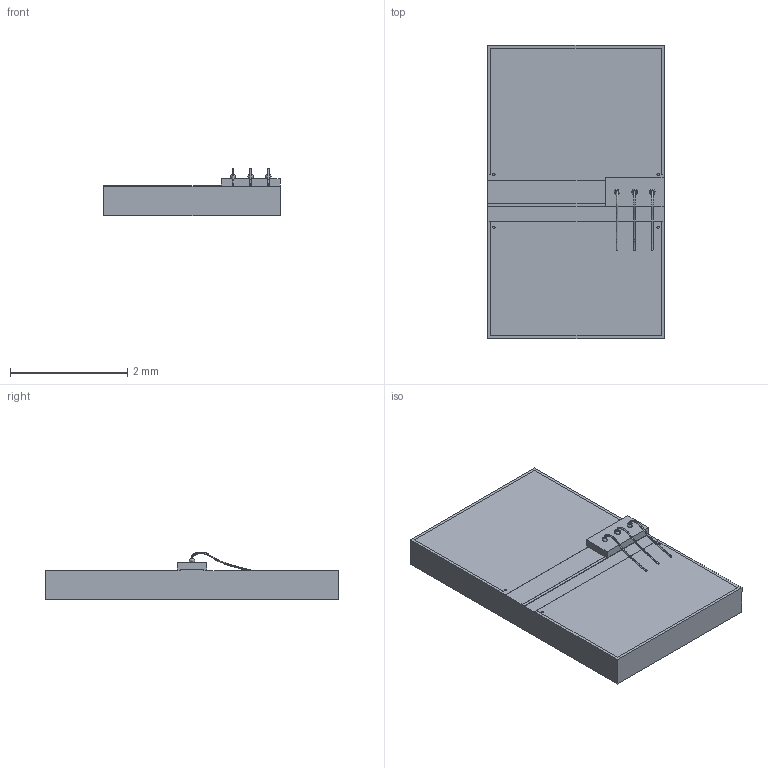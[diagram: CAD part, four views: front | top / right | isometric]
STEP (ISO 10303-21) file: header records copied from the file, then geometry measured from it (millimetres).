
FILE_DESCRIPTION (( 'STEP AP214' ), '1' );
FILE_NAME ('19621-EOW.STEP', '2010-09-07T19:06:22', ( 'User' ), ( 'Thorlabs' ), 'SwSTEP 2.0', 'SolidWorks 2009', '' );
FILE_SCHEMA (( 'AUTOMOTIVE_DESIGN' ));
Length unit declared in the file: millimetre
Products named in the file (1): 19621-EOW
Bounding box: 3 x 5 x 0.82 mm (x, y, z)
Surface area: 39.4 mm2 (no closed solid volume)
Topology: 0 solids, 5 shells, 41 faces, 104 edges, 74 vertices
Faces by surface type: plane 29, bspline 12
Entity records: 2376 total; most frequent: CARTESIAN_POINT 946, ORIENTED_EDGE 194, DIRECTION 184, EDGE_CURVE 104, VERTEX_POINT 74, AXIS2_PLACEMENT_3D 62, VECTOR 60, LINE 60
